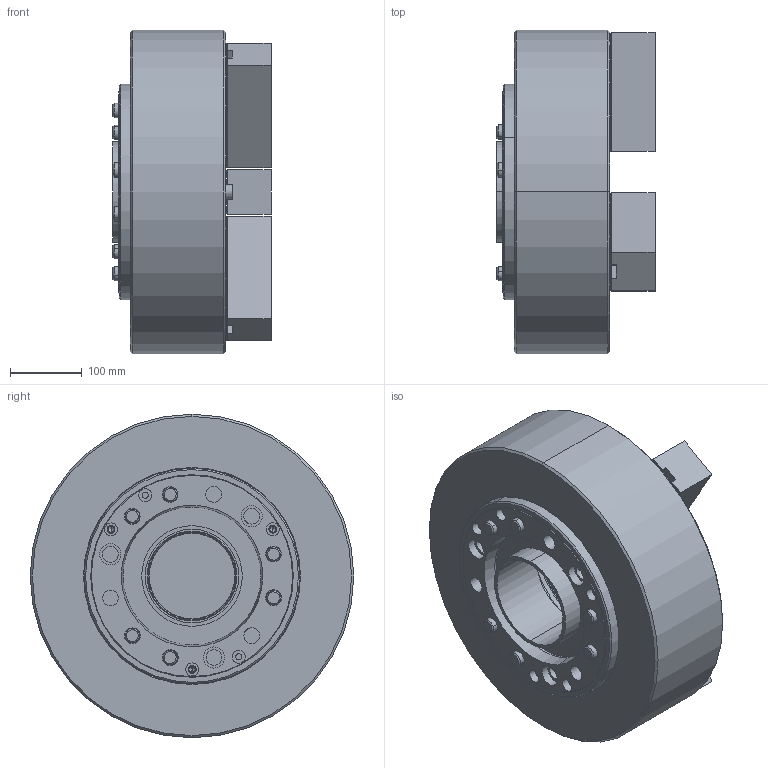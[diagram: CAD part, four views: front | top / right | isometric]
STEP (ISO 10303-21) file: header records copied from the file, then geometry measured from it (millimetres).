
FILE_DESCRIPTION (( 'STEP AP203' ), '1' );
FILE_NAME ('CF-3H-18A11.STEP', '2019-12-26T08:44:49', ( 'temp' ), ( '' ), 'SwSTEP 2.0', 'SolidWorks 2016', '' );
FILE_SCHEMA (( 'CONFIG_CONTROL_DESIGN' ));
Length unit declared in the file: metre
Products named in the file (10): 圓頭內六角螺栓_M20x55; 圓頭內六角螺栓_M20x130; 3H-15-10000-A11法蘭板; CF-3H-18-0100G; CF-3H-18A11; CF-3H-18-02000; CF-3H-18-08000; CF-3H-18-07000; 半圓頭六角孔螺栓_M6x12; SJ-15H
Assembly tree (26 placements, depth 2):
  CF-3H-18A11
    CF-3H-18-0100G
    CF-3H-18-02000
    CF-3H-18-08000
    CF-3H-18-07000
    半圓頭六角孔螺栓_M6x12  x6
    SJ-15H  x3
    圓頭內六角螺栓_M20x55  x6
    圓頭內六角螺栓_M20x130  x6
    3H-15-10000-A11法蘭板
Bounding box: 220.25 x 450 x 450 mm (x, y, z)
Volume: 20964241.8 mm3; surface area: 1278650.4 mm2
Topology: 26 solids, 26 shells, 3495 faces, 9850 edges, 6458 vertices
Faces by surface type: plane 2357, cylinder 956, cone 166, torus 16
Entity records: 42596 total; most frequent: CARTESIAN_POINT 8592, ORIENTED_EDGE 7152, DIRECTION 6322, EDGE_CURVE 3576, LINE 2604, VECTOR 2604, VERTEX_POINT 2353, AXIS2_PLACEMENT_3D 1859
